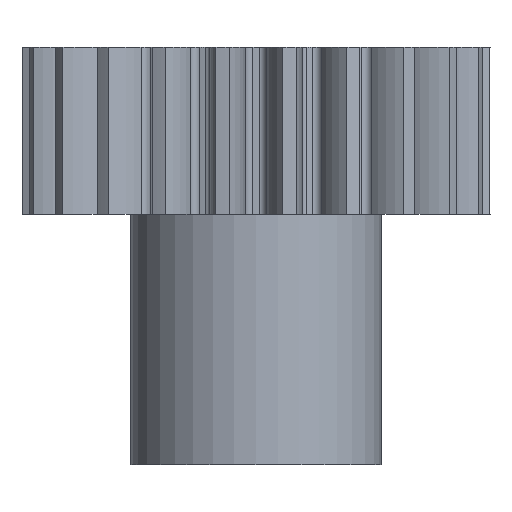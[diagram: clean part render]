
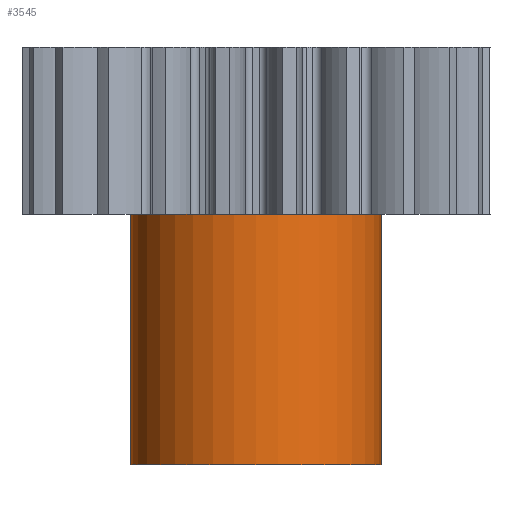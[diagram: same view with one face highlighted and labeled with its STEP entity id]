
A CAD part, front view. The second image highlights one B-rep face of the part: STEP entity #3545.
In plain terms, the highlighted cylindrical face has radius 4.5 mm (diameter 9 mm), a partial arc.
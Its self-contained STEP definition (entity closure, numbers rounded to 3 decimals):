
#1043 = FACE_OUTER_BOUND ( 'NONE', #3538, .T. ) ;
#1324 = DIRECTION ( 'NONE',  ( 1., 0., 0. ) ) ;
#1334 = DIRECTION ( 'NONE',  ( 0., 0., 1. ) ) ;
#1335 = CARTESIAN_POINT ( 'NONE',  ( 0., 0., -9. ) ) ;
#1342 = CYLINDRICAL_SURFACE ( 'NONE', #1367, 4.5 ) ;
#1367 = AXIS2_PLACEMENT_3D ( 'NONE', #1335, #1334, #1324 ) ;
#1435 = CARTESIAN_POINT ( 'NONE',  ( 0., 0., 0. ) ) ;
#1444 = AXIS2_PLACEMENT_3D ( 'NONE', #1435, #1481, #1457 ) ;
#1457 = DIRECTION ( 'NONE',  ( 1., 0., 0. ) ) ;
#1481 = DIRECTION ( 'NONE',  ( 0., 0., 1. ) ) ;
#1504 = CIRCLE ( 'NONE', #1444, 4.5 ) ;
#2168 = CARTESIAN_POINT ( 'NONE',  ( -4.5, 0., -9. ) ) ;
#2190 = DIRECTION ( 'NONE',  ( 0., 0., 1. ) ) ;
#2191 = VECTOR ( 'NONE', #2190, 1000. ) ;
#2208 = CARTESIAN_POINT ( 'NONE',  ( -4.5, 0., -9. ) ) ;
#2209 = LINE ( 'NONE', #2208, #2191 ) ;
#2219 = CARTESIAN_POINT ( 'NONE',  ( 4.5, 0., -9. ) ) ;
#2255 = CARTESIAN_POINT ( 'NONE',  ( -4.5, 0., 0. ) ) ;
#2317 = VECTOR ( 'NONE', #2408, 1000. ) ;
#2325 = DIRECTION ( 'NONE',  ( 1., 0., 0. ) ) ;
#2326 = AXIS2_PLACEMENT_3D ( 'NONE', #2370, #2379, #2325 ) ;
#2327 = CIRCLE ( 'NONE', #2326, 4.5 ) ;
#2351 = CARTESIAN_POINT ( 'NONE',  ( 4.5, 0., -9. ) ) ;
#2363 = CARTESIAN_POINT ( 'NONE',  ( 4.5, 0., 0. ) ) ;
#2370 = CARTESIAN_POINT ( 'NONE',  ( 0., 0., -9. ) ) ;
#2379 = DIRECTION ( 'NONE',  ( 0., 0., 1. ) ) ;
#2408 = DIRECTION ( 'NONE',  ( 0., 0., 1. ) ) ;
#2411 = LINE ( 'NONE', #2351, #2317 ) ;
#2997 = EDGE_CURVE ( 'NONE', #3832, #3839, #1504, .T. ) ;
#3537 = ORIENTED_EDGE ( 'NONE', *, *, #3790, .F. ) ;
#3538 = EDGE_LOOP ( 'NONE', ( #3537, #3878, #3871, #3870 ) ) ;
#3545 = ADVANCED_FACE ( 'NONE', ( #1043 ), #1342, .T. ) ;
#3775 = VERTEX_POINT ( 'NONE', #2168 ) ;
#3790 = EDGE_CURVE ( 'NONE', #3775, #3832, #2209, .T. ) ;
#3817 = VERTEX_POINT ( 'NONE', #2219 ) ;
#3832 = VERTEX_POINT ( 'NONE', #2255 ) ;
#3839 = VERTEX_POINT ( 'NONE', #2363 ) ;
#3840 = EDGE_CURVE ( 'NONE', #3817, #3839, #2411, .T. ) ;
#3869 = EDGE_CURVE ( 'NONE', #3775, #3817, #2327, .T. ) ;
#3870 = ORIENTED_EDGE ( 'NONE', *, *, #2997, .F. ) ;
#3871 = ORIENTED_EDGE ( 'NONE', *, *, #3840, .T. ) ;
#3878 = ORIENTED_EDGE ( 'NONE', *, *, #3869, .T. ) ;
